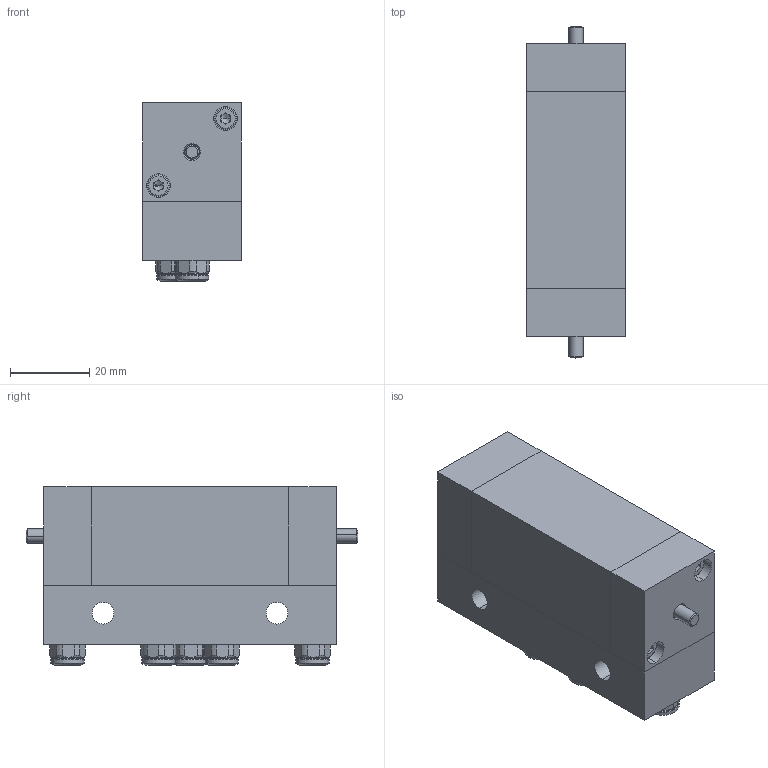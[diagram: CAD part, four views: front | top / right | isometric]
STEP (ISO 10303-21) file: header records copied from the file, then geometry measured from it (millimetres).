
FILE_DESCRIPTION (( 'STEP AP214' ), '1' );
FILE_NAME ('04_002_4.STEP', '2016-02-12T15:42:07', ( '' ), ( '' ), 'SwSTEP 2.0', 'SolidWorks 2016', '' );
FILE_SCHEMA (( 'AUTOMOTIVE_DESIGN' ));
Length unit declared in the file: millimetre
Products named in the file (1): 04_002_4
Bounding box: 25 x 84 x 45.2 mm (x, y, z)
Volume: 75189.1 mm3; surface area: 25638.9 mm2
Topology: 18 solids, 18 shells, 1564 faces, 3936 edges, 2434 vertices
Faces by surface type: cone 743, cylinder 456, plane 263, torus 82, bspline 20
Entity records: 48794 total; most frequent: DIRECTION 9131, CARTESIAN_POINT 8996, ORIENTED_EDGE 7844, EDGE_CURVE 3922, AXIS2_PLACEMENT_3D 3783, VERTEX_POINT 2434, CIRCLE 2238, EDGE_LOOP 1618
